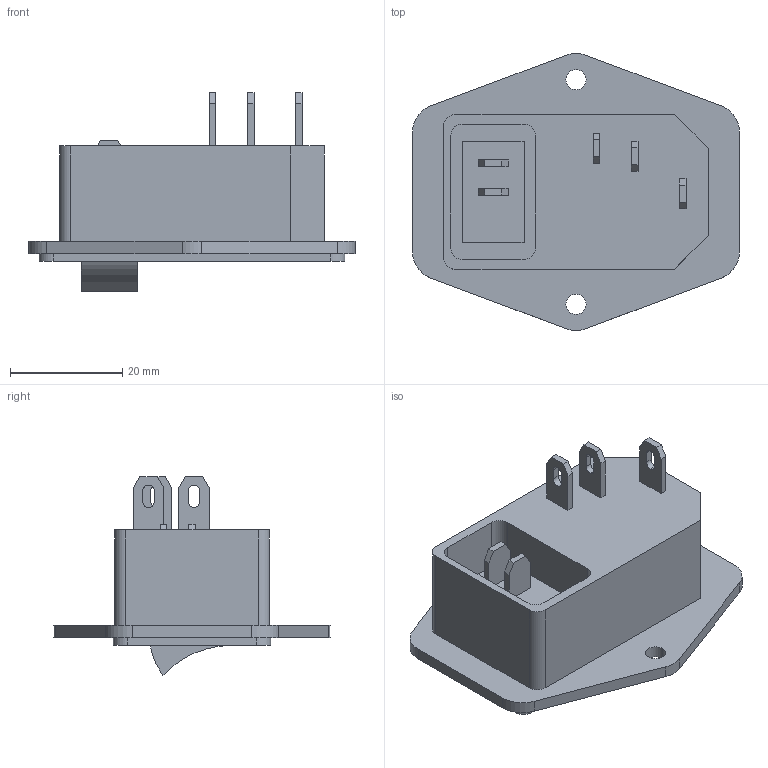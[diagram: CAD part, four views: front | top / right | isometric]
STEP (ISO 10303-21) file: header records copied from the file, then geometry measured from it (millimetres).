
FILE_DESCRIPTION (( 'STEP AP214' ), '1' );
FILE_NAME ('power connector.STEP', '2022-07-29T09:55:06', ( '' ), ( '' ), 'SwSTEP 2.0', 'SolidWorks 2018', '' );
FILE_SCHEMA (( 'AUTOMOTIVE_DESIGN' ));
Length unit declared in the file: millimetre
Products named in the file (1): power connector
Bounding box: 58.2 x 49.3 x 35.39 mm (x, y, z)
Volume: 18532.4 mm3; surface area: 12452.4 mm2
Topology: 1 solids, 1 shells, 188 faces, 491 edges, 326 vertices
Faces by surface type: plane 157, cylinder 29, bspline 2
Entity records: 6595 total; most frequent: CARTESIAN_POINT 1024, ORIENTED_EDGE 982, DIRECTION 919, EDGE_CURVE 491, LINE 429, VECTOR 429, VERTEX_POINT 326, AXIS2_PLACEMENT_3D 245
